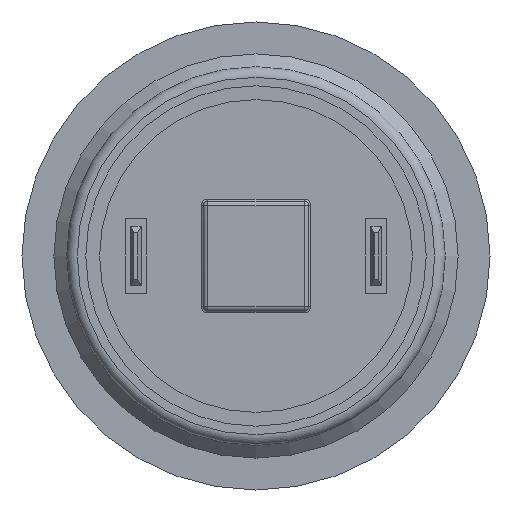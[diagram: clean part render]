
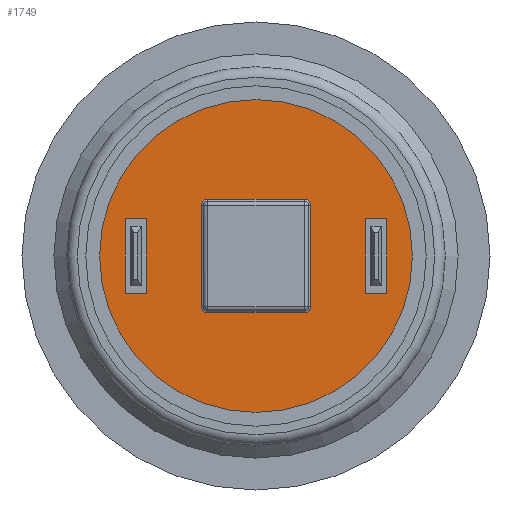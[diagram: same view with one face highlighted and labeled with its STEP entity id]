
A CAD part, front view. The second image highlights one B-rep face of the part: STEP entity #1749.
In plain terms, the highlighted planar face has unit normal (0, -1, 0).
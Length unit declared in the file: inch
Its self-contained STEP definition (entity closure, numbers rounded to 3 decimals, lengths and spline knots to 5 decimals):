
#850=CARTESIAN_POINT('',(0.20276,-0.09843,0.0689));
#851=VERTEX_POINT('',#850);
#858=CARTESIAN_POINT('',(0.20276,-0.09843,-0.0689));
#859=VERTEX_POINT('',#858);
#860=CARTESIAN_POINT('',(0.20276,-0.09843,-0.0689));
#861=DIRECTION('',(0.0,0.0,1.0));
#862=VECTOR('',#861,0.1378);
#863=LINE('',#860,#862);
#864=EDGE_CURVE('',#859,#851,#863,.T.);
#889=CARTESIAN_POINT('',(0.24213,-0.09843,-0.0689));
#890=VERTEX_POINT('',#889);
#891=CARTESIAN_POINT('',(0.24213,-0.09843,-0.0689));
#892=DIRECTION('',(-1.0,0.0,0.0));
#893=VECTOR('',#892,0.03937);
#894=LINE('',#891,#893);
#895=EDGE_CURVE('',#890,#859,#894,.T.);
#920=CARTESIAN_POINT('',(0.24213,-0.09843,0.0689));
#921=VERTEX_POINT('',#920);
#922=CARTESIAN_POINT('',(0.24213,-0.09843,0.0689));
#923=DIRECTION('',(0.0,0.0,-1.0));
#924=VECTOR('',#923,0.1378);
#925=LINE('',#922,#924);
#926=EDGE_CURVE('',#921,#890,#925,.T.);
#949=CARTESIAN_POINT('',(0.20276,-0.09843,0.0689));
#950=DIRECTION('',(1.0,0.0,0.0));
#951=VECTOR('',#950,0.03937);
#952=LINE('',#949,#951);
#953=EDGE_CURVE('',#851,#921,#952,.T.);
#992=CARTESIAN_POINT('',(-0.24213,-0.09843,0.0689));
#993=VERTEX_POINT('',#992);
#1000=CARTESIAN_POINT('',(-0.24213,-0.09843,-0.0689));
#1001=VERTEX_POINT('',#1000);
#1002=CARTESIAN_POINT('',(-0.24213,-0.09843,-0.0689));
#1003=DIRECTION('',(0.0,0.0,1.0));
#1004=VECTOR('',#1003,0.1378);
#1005=LINE('',#1002,#1004);
#1006=EDGE_CURVE('',#1001,#993,#1005,.T.);
#1031=CARTESIAN_POINT('',(-0.20276,-0.09843,-0.0689));
#1032=VERTEX_POINT('',#1031);
#1033=CARTESIAN_POINT('',(-0.20276,-0.09843,-0.0689));
#1034=DIRECTION('',(-1.0,0.0,0.0));
#1035=VECTOR('',#1034,0.03937);
#1036=LINE('',#1033,#1035);
#1037=EDGE_CURVE('',#1032,#1001,#1036,.T.);
#1062=CARTESIAN_POINT('',(-0.20276,-0.09843,0.0689));
#1063=VERTEX_POINT('',#1062);
#1064=CARTESIAN_POINT('',(-0.20276,-0.09843,0.0689));
#1065=DIRECTION('',(0.0,0.0,-1.0));
#1066=VECTOR('',#1065,0.1378);
#1067=LINE('',#1064,#1066);
#1068=EDGE_CURVE('',#1063,#1032,#1067,.T.);
#1091=CARTESIAN_POINT('',(-0.24213,-0.09843,0.0689));
#1092=DIRECTION('',(1.0,0.0,0.0));
#1093=VECTOR('',#1092,0.03937);
#1094=LINE('',#1091,#1093);
#1095=EDGE_CURVE('',#993,#1063,#1094,.T.);
#1135=CARTESIAN_POINT('',(0.10138,-0.09843,0.0935));
#1136=VERTEX_POINT('',#1135);
#1144=CARTESIAN_POINT('',(0.08957,-0.09843,0.10531));
#1145=VERTEX_POINT('',#1144);
#1146=CARTESIAN_POINT('',(0.08957,-0.09843,0.0935));
#1147=DIRECTION('',(0.0,-1.0,0.0));
#1148=DIRECTION('',(0.707,0.0,0.707));
#1149=AXIS2_PLACEMENT_3D('',#1146,#1147,#1148);
#1150=CIRCLE('',#1149,0.01181);
#1151=EDGE_CURVE('',#1136,#1145,#1150,.T.);
#1168=CARTESIAN_POINT('',(-0.08957,-0.09843,0.10531));
#1169=VERTEX_POINT('',#1168);
#1170=CARTESIAN_POINT('',(-0.10138,-0.09843,0.0935));
#1171=VERTEX_POINT('',#1170);
#1172=CARTESIAN_POINT('',(-0.08957,-0.09843,0.0935));
#1173=DIRECTION('',(0.0,-1.0,0.0));
#1174=DIRECTION('',(-0.707,0.0,0.707));
#1175=AXIS2_PLACEMENT_3D('',#1172,#1173,#1174);
#1176=CIRCLE('',#1175,0.01181);
#1177=EDGE_CURVE('',#1169,#1171,#1176,.T.);
#1212=CARTESIAN_POINT('',(0.08957,-0.09843,-0.10531));
#1213=VERTEX_POINT('',#1212);
#1214=CARTESIAN_POINT('',(0.10138,-0.09843,-0.0935));
#1215=VERTEX_POINT('',#1214);
#1216=CARTESIAN_POINT('',(0.08957,-0.09843,-0.0935));
#1217=DIRECTION('',(0.0,-1.0,0.0));
#1218=DIRECTION('',(0.707,0.0,-0.707));
#1219=AXIS2_PLACEMENT_3D('',#1216,#1217,#1218);
#1220=CIRCLE('',#1219,0.01181);
#1221=EDGE_CURVE('',#1213,#1215,#1220,.T.);
#1257=CARTESIAN_POINT('',(0.10138,-0.09843,-0.0935));
#1258=DIRECTION('',(0.0,0.0,1.0));
#1259=VECTOR('',#1258,0.18701);
#1260=LINE('',#1257,#1259);
#1261=EDGE_CURVE('',#1215,#1136,#1260,.T.);
#1278=CARTESIAN_POINT('',(-0.10138,-0.09843,-0.0935));
#1279=VERTEX_POINT('',#1278);
#1280=CARTESIAN_POINT('',(-0.08957,-0.09843,-0.10531));
#1281=VERTEX_POINT('',#1280);
#1282=CARTESIAN_POINT('',(-0.08957,-0.09843,-0.0935));
#1283=DIRECTION('',(0.0,-1.0,0.0));
#1284=DIRECTION('',(-0.707,0.0,-0.707));
#1285=AXIS2_PLACEMENT_3D('',#1282,#1283,#1284);
#1286=CIRCLE('',#1285,0.01181);
#1287=EDGE_CURVE('',#1279,#1281,#1286,.T.);
#1323=CARTESIAN_POINT('',(-0.08957,-0.09843,-0.10531));
#1324=DIRECTION('',(1.0,0.0,0.0));
#1325=VECTOR('',#1324,0.17913);
#1326=LINE('',#1323,#1325);
#1327=EDGE_CURVE('',#1281,#1213,#1326,.T.);
#1661=CARTESIAN_POINT('',(-0.10138,-0.09843,0.0935));
#1662=DIRECTION('',(0.0,0.0,-1.0));
#1663=VECTOR('',#1662,0.18701);
#1664=LINE('',#1661,#1663);
#1665=EDGE_CURVE('',#1171,#1279,#1664,.T.);
#1683=CARTESIAN_POINT('',(0.08957,-0.09843,0.10531));
#1684=DIRECTION('',(-1.0,0.0,0.0));
#1685=VECTOR('',#1684,0.17913);
#1686=LINE('',#1683,#1685);
#1687=EDGE_CURVE('',#1145,#1169,#1686,.T.);
#1711=CARTESIAN_POINT('',(0.0,-0.09843,0.0));
#1712=DIRECTION('',(0.0,1.0,0.0));
#1713=DIRECTION('',(-1.0,0.0,0.0));
#1714=AXIS2_PLACEMENT_3D('',#1711,#1712,#1713);
#1715=PLANE('',#1714);
#1716=CARTESIAN_POINT('',(0.28937,-0.09843,0.));
#1717=VERTEX_POINT('',#1716);
#1718=CARTESIAN_POINT('',(0.0,-0.09843,0.0));
#1719=DIRECTION('',(0.0,1.0,0.0));
#1720=DIRECTION('',(-1.0,0.0,0.0));
#1721=AXIS2_PLACEMENT_3D('',#1718,#1719,#1720);
#1722=CIRCLE('',#1721,0.28937);
#1723=EDGE_CURVE('',#1717,#1717,#1722,.T.);
#1724=ORIENTED_EDGE('',*,*,#1723,.F.);
#1725=EDGE_LOOP('',(#1724));
#1726=FACE_OUTER_BOUND('',#1725,.T.);
#1727=ORIENTED_EDGE('',*,*,#864,.T.);
#1728=ORIENTED_EDGE('',*,*,#953,.T.);
#1729=ORIENTED_EDGE('',*,*,#926,.T.);
#1730=ORIENTED_EDGE('',*,*,#895,.T.);
#1731=EDGE_LOOP('',(#1727,#1728,#1729,#1730));
#1732=FACE_BOUND('',#1731,.T.);
#1733=ORIENTED_EDGE('',*,*,#1006,.T.);
#1734=ORIENTED_EDGE('',*,*,#1095,.T.);
#1735=ORIENTED_EDGE('',*,*,#1068,.T.);
#1736=ORIENTED_EDGE('',*,*,#1037,.T.);
#1737=EDGE_LOOP('',(#1733,#1734,#1735,#1736));
#1738=FACE_BOUND('',#1737,.T.);
#1739=ORIENTED_EDGE('',*,*,#1287,.F.);
#1740=ORIENTED_EDGE('',*,*,#1665,.F.);
#1741=ORIENTED_EDGE('',*,*,#1177,.F.);
#1742=ORIENTED_EDGE('',*,*,#1687,.F.);
#1743=ORIENTED_EDGE('',*,*,#1151,.F.);
#1744=ORIENTED_EDGE('',*,*,#1261,.F.);
#1745=ORIENTED_EDGE('',*,*,#1221,.F.);
#1746=ORIENTED_EDGE('',*,*,#1327,.F.);
#1747=EDGE_LOOP('',(#1739,#1740,#1741,#1742,#1743,#1744,#1745,#1746));
#1748=FACE_BOUND('',#1747,.T.);
#1749=ADVANCED_FACE('',(#1726,#1732,#1738,#1748),#1715,.F.);
